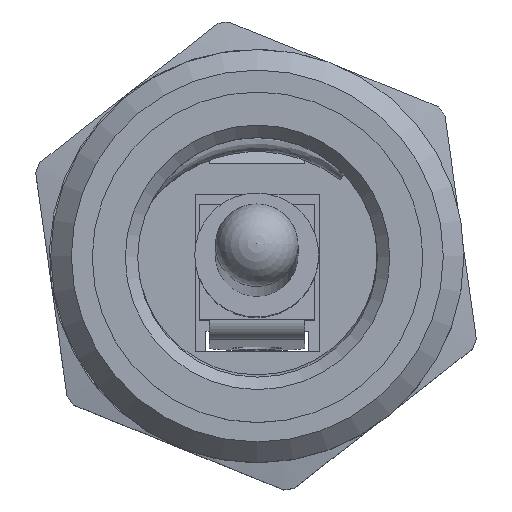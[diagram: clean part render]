
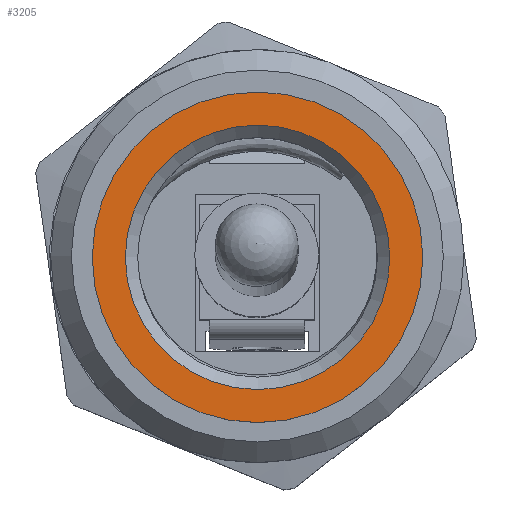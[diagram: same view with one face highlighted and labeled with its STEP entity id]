
A CAD part, top view. The second image highlights one B-rep face of the part: STEP entity #3205.
In plain terms, the highlighted planar face has unit normal (0, 0, 1).
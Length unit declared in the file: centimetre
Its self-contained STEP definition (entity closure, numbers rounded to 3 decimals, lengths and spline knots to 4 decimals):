
#913=CIRCLE('',#3408,0.32);
#915=CIRCLE('',#3411,0.4);
#1078=VERTEX_POINT('',#5384);
#1080=VERTEX_POINT('',#5389);
#1474=EDGE_CURVE('',#1078,#1078,#913,.T.);
#1476=EDGE_CURVE('',#1080,#1080,#915,.T.);
#2055=ORIENTED_EDGE('',*,*,#1476,.T.);
#2056=ORIENTED_EDGE('',*,*,#1474,.F.);
#2789=EDGE_LOOP('',(#2055));
#2790=EDGE_LOOP('',(#2056));
#3002=FACE_BOUND('',#2789,.T.);
#3003=FACE_BOUND('',#2790,.T.);
#3205=ADVANCED_FACE('',(#3002,#3003),#8081,.T.);
#3408=AXIS2_PLACEMENT_3D('',#5383,#3776,#3777);
#3410=AXIS2_PLACEMENT_3D('',#5387,#3780,$);
#3411=AXIS2_PLACEMENT_3D('',#5388,#3781,#3782);
#3776=DIRECTION('',(0.,0.,1.));
#3777=DIRECTION('',(-0.32,0.,0.));
#3780=DIRECTION('',(0.,0.,1.));
#3781=DIRECTION('',(0.,0.,1.));
#3782=DIRECTION('',(0.4,0.,0.));
#5383=CARTESIAN_POINT('',(0.0005,-0.0031,0.4017));
#5384=CARTESIAN_POINT('',(0.3205,-0.0031,0.4017));
#5387=CARTESIAN_POINT('',(0.3455,-0.0031,0.4017));
#5388=CARTESIAN_POINT('',(0.0005,-0.0031,0.4017));
#5389=CARTESIAN_POINT('',(0.4005,-0.0031,0.4017));
#8081=PLANE('',#3410);
